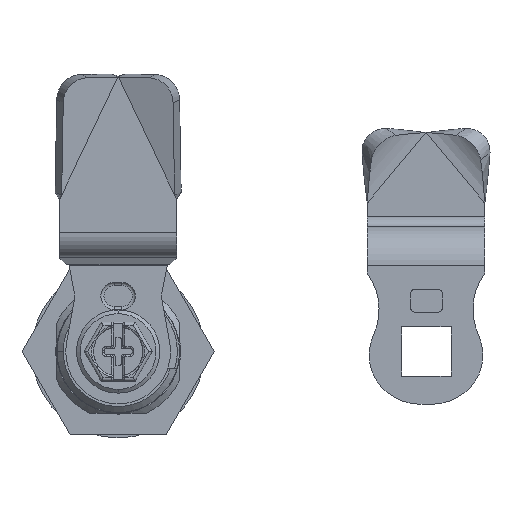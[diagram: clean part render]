
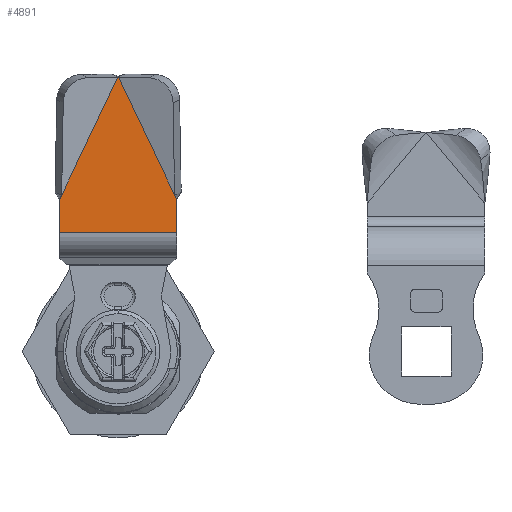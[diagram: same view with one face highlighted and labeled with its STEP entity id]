
A CAD part, front view. The second image highlights one B-rep face of the part: STEP entity #4891.
In plain terms, the highlighted planar face has unit normal (0, -1, 0).
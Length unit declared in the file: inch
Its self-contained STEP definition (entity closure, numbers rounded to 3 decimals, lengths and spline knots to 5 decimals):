
#273 = DIRECTION ( 'NONE',  ( 0., 0., 1. ) ) ;
#393 = LINE ( 'NONE', #8580, #8950 ) ;
#433 = DIRECTION ( 'NONE',  ( 0., 0., -1. ) ) ;
#517 = CARTESIAN_POINT ( 'NONE',  ( 0., -1.33874, 1.75784 ) ) ;
#590 = CARTESIAN_POINT ( 'NONE',  ( 0.36058, -1.33874, 0.99872 ) ) ;
#593 = EDGE_CURVE ( 'NONE', #2648, #8065, #2476, .T. ) ;
#647 = EDGE_CURVE ( 'NONE', #12290, #5629, #2278, .T. ) ;
#891 = ORIENTED_EDGE ( 'NONE', *, *, #593, .F. ) ;
#1049 = ORIENTED_EDGE ( 'NONE', *, *, #3788, .F. ) ;
#1235 = CARTESIAN_POINT ( 'NONE',  ( -0.37402, -1.33874, 0.75915 ) ) ;
#1285 = ORIENTED_EDGE ( 'NONE', *, *, #9913, .T. ) ;
#1299 = PLANE ( 'NONE',  #1670 ) ;
#1452 = CARTESIAN_POINT ( 'NONE',  ( 0., -1.33874, 1.75784 ) ) ;
#1600 = CARTESIAN_POINT ( 'NONE',  ( -0.00202, -1.33874, 1.75359 ) ) ;
#1611 = DIRECTION ( 'NONE',  ( -0.429, 0., 0.903 ) ) ;
#1670 = AXIS2_PLACEMENT_3D ( 'NONE', #8399, #11548, #9552 ) ;
#1718 = CARTESIAN_POINT ( 'NONE',  ( -0.37402, -1.33874, 0.75915 ) ) ;
#1950 = CARTESIAN_POINT ( 'NONE',  ( 0.36058, -1.33874, 0.99872 ) ) ;
#2019 = DIRECTION ( 'NONE',  ( 1., 0., 0. ) ) ;
#2278 = LINE ( 'NONE', #6403, #10737 ) ;
#2311 = CARTESIAN_POINT ( 'NONE',  ( 0.37402, -1.33874, 0.97044 ) ) ;
#2333 = VERTEX_POINT ( 'NONE', #1950 ) ;
#2439 = DIRECTION ( 'NONE',  ( 0.429, 0., 0.903 ) ) ;
#2476 = LINE ( 'NONE', #9708, #7068 ) ;
#2614 = CARTESIAN_POINT ( 'NONE',  ( -0.00101, -1.33874, 1.75572 ) ) ;
#2648 = VERTEX_POINT ( 'NONE', #2311 ) ;
#2655 = VECTOR ( 'NONE', #12776, 39.37008 ) ;
#2749 = VERTEX_POINT ( 'NONE', #1718 ) ;
#3061 = CARTESIAN_POINT ( 'NONE',  ( -0.36058, -1.33874, 0.99872 ) ) ;
#3563 = CARTESIAN_POINT ( 'NONE',  ( -0.00303, -1.33874, 1.75146 ) ) ;
#3788 = EDGE_CURVE ( 'NONE', #2333, #2648, #6827, .T. ) ;
#3904 = LINE ( 'NONE', #8014, #13287 ) ;
#4020 = EDGE_LOOP ( 'NONE', ( #891, #1049, #6091, #8136, #12601, #7891, #8437, #5459, #1285 ) ) ;
#4222 = FACE_OUTER_BOUND ( 'NONE', #4020, .T. ) ;
#4270 = VERTEX_POINT ( 'NONE', #11976 ) ;
#4464 = LINE ( 'NONE', #1235, #7760 ) ;
#4891 = ADVANCED_FACE ( 'NONE', ( #4222 ), #1299, .T. ) ;
#5459 = ORIENTED_EDGE ( 'NONE', *, *, #12910, .F. ) ;
#5526 = LINE ( 'NONE', #1452, #2655 ) ;
#5629 = VERTEX_POINT ( 'NONE', #3563 ) ;
#6091 = ORIENTED_EDGE ( 'NONE', *, *, #11173, .T. ) ;
#6212 = CARTESIAN_POINT ( 'NONE',  ( 0.00303, -1.33874, 1.75146 ) ) ;
#6403 = CARTESIAN_POINT ( 'NONE',  ( -0.36058, -1.33874, 0.99872 ) ) ;
#6827 = LINE ( 'NONE', #8402, #12179 ) ;
#6920 = DIRECTION ( 'NONE',  ( 0.429, 0., 0.903 ) ) ;
#6960 = VERTEX_POINT ( 'NONE', #6212 ) ;
#7068 = VECTOR ( 'NONE', #433, 39.37008 ) ;
#7613 = CARTESIAN_POINT ( 'NONE',  ( -0.00303, -1.33874, 1.75146 ) ) ;
#7760 = VECTOR ( 'NONE', #273, 39.37008 ) ;
#7815 = LINE ( 'NONE', #590, #12433 ) ;
#7891 = ORIENTED_EDGE ( 'NONE', *, *, #647, .F. ) ;
#8014 = CARTESIAN_POINT ( 'NONE',  ( -0.37402, -1.33874, 0.75915 ) ) ;
#8065 = VERTEX_POINT ( 'NONE', #8851 ) ;
#8136 = ORIENTED_EDGE ( 'NONE', *, *, #9014, .F. ) ;
#8399 = CARTESIAN_POINT ( 'NONE',  ( 0., -1.33874, -0.20291 ) ) ;
#8402 = CARTESIAN_POINT ( 'NONE',  ( 0.36058, -1.33874, 0.99872 ) ) ;
#8437 = ORIENTED_EDGE ( 'NONE', *, *, #11073, .F. ) ;
#8497 = EDGE_CURVE ( 'NONE', #5629, #13096, #10048, .T. ) ;
#8580 = CARTESIAN_POINT ( 'NONE',  ( -0.37402, -1.33874, 0.97044 ) ) ;
#8851 = CARTESIAN_POINT ( 'NONE',  ( 0.37402, -1.33874, 0.75915 ) ) ;
#8950 = VECTOR ( 'NONE', #2439, 39.37008 ) ;
#9014 = EDGE_CURVE ( 'NONE', #13096, #6960, #5526, .T. ) ;
#9552 = DIRECTION ( 'NONE',  ( 0., 0., -1. ) ) ;
#9708 = CARTESIAN_POINT ( 'NONE',  ( 0.37402, -1.33874, 0.97044 ) ) ;
#9913 = EDGE_CURVE ( 'NONE', #2749, #8065, #3904, .T. ) ;
#10048 = B_SPLINE_CURVE_WITH_KNOTS ( 'NONE', 3,
 ( #7613, #1600, #2614, #517 ),
 .UNSPECIFIED., .F., .F.,
 ( 4, 4 ),
 ( 0., 1. ),
 .UNSPECIFIED. ) ;
#10737 = VECTOR ( 'NONE', #6920, 39.37008 ) ;
#10961 = DIRECTION ( 'NONE',  ( 0.429, 0., -0.903 ) ) ;
#11073 = EDGE_CURVE ( 'NONE', #4270, #12290, #393, .T. ) ;
#11173 = EDGE_CURVE ( 'NONE', #2333, #6960, #7815, .T. ) ;
#11548 = DIRECTION ( 'NONE',  ( 0., -1., 0. ) ) ;
#11976 = CARTESIAN_POINT ( 'NONE',  ( -0.37402, -1.33874, 0.97044 ) ) ;
#12179 = VECTOR ( 'NONE', #10961, 39.37008 ) ;
#12194 = CARTESIAN_POINT ( 'NONE',  ( 0., -1.33874, 1.75784 ) ) ;
#12290 = VERTEX_POINT ( 'NONE', #3061 ) ;
#12433 = VECTOR ( 'NONE', #1611, 39.37008 ) ;
#12601 = ORIENTED_EDGE ( 'NONE', *, *, #8497, .F. ) ;
#12776 = DIRECTION ( 'NONE',  ( 0.429, 0., -0.903 ) ) ;
#12910 = EDGE_CURVE ( 'NONE', #2749, #4270, #4464, .T. ) ;
#13096 = VERTEX_POINT ( 'NONE', #12194 ) ;
#13287 = VECTOR ( 'NONE', #2019, 39.37008 ) ;
